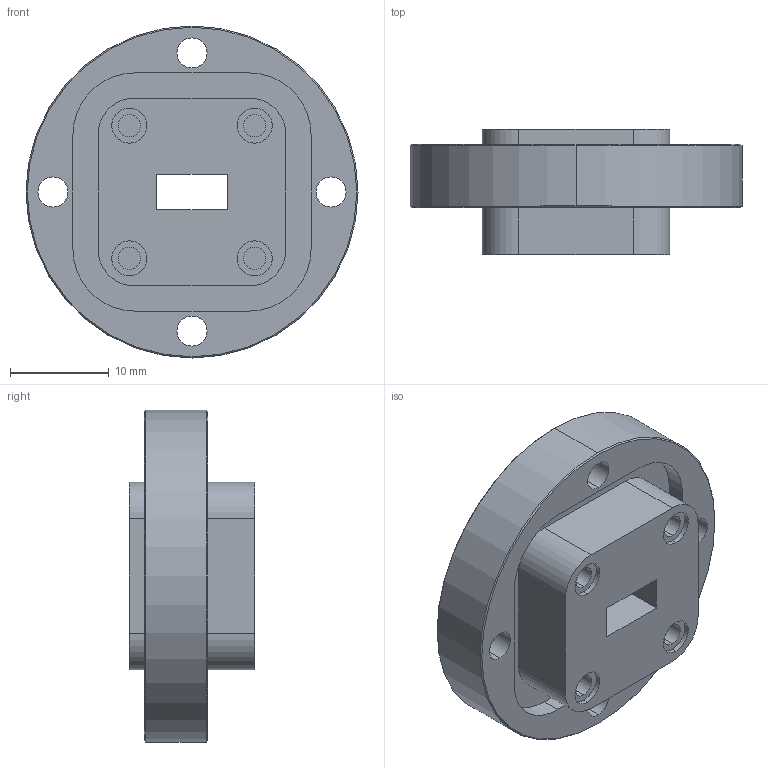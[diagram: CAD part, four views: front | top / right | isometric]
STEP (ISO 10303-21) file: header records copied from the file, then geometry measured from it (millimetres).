
FILE_DESCRIPTION (( 'STEP AP203' ), '1' );
FILE_NAME ('DMWW-28-405-B.STEP', '2017-06-09T21:35:24', ( '' ), ( '' ), 'SwSTEP 2.0', 'SolidWorks 2013', '' );
FILE_SCHEMA (( 'CONFIG_CONTROL_DESIGN' ));
Length unit declared in the file: inch
Products named in the file (1): DMWW-28-405-B
Bounding box: 33.66 x 12.7 x 33.66 mm (x, y, z)
Volume: 6693.4 mm3; surface area: 3960 mm2
Topology: 1 solids, 1 shells, 107 faces, 242 edges, 160 vertices
Faces by surface type: cylinder 62, plane 41, cone 4
Entity records: 3151 total; most frequent: DIRECTION 586, CARTESIAN_POINT 510, ORIENTED_EDGE 484, EDGE_CURVE 242, AXIS2_PLACEMENT_3D 236, VERTEX_POINT 160, EDGE_LOOP 140, CIRCLE 128
